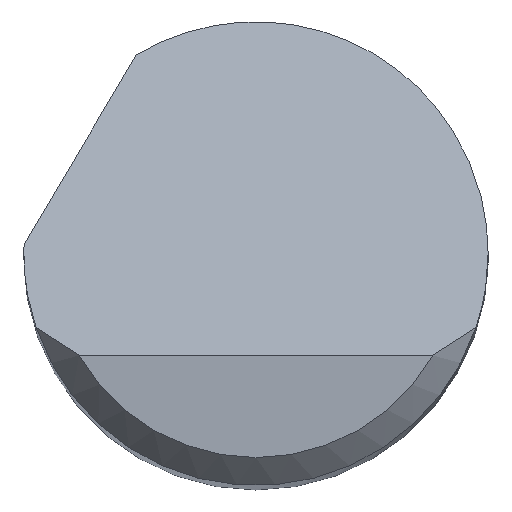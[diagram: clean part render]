
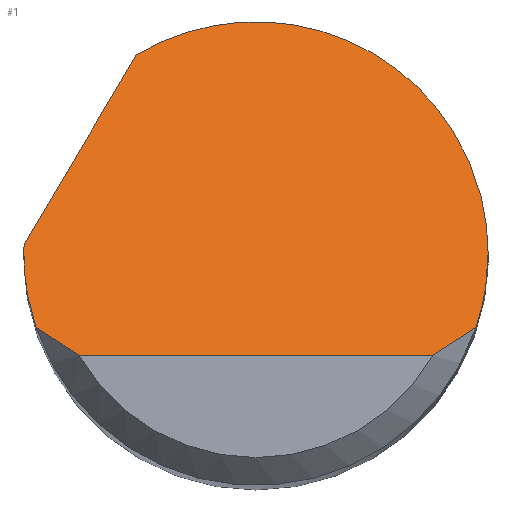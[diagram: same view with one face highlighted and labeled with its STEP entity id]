
A CAD part, top view. The second image highlights one B-rep face of the part: STEP entity #1.
In plain terms, the highlighted planar face has unit normal (0, 0.707, 0.707).
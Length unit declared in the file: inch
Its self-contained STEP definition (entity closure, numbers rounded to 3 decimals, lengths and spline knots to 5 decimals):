
#1 = ADVANCED_FACE ( 'NONE', ( #243 ), #559, .F. ) ;
#22 = ORIENTED_EDGE ( 'NONE', *, *, #371, .T. ) ;
#40 = CARTESIAN_POINT ( 'NONE',  ( 0.0296, 0.1636, 1.7814 ) ) ;
#98 = CARTESIAN_POINT ( 'NONE',  ( 0.125, 0.10961, 1.83539 ) ) ;
#102 = CARTESIAN_POINT ( 'NONE',  ( -0.11843, -0.04, 1.985 ) ) ;
#103 =( BOUNDED_CURVE ( )  B_SPLINE_CURVE ( 3, ( #826, #565, #771, #642 ),
 .UNSPECIFIED., .F., .T. ) 
 B_SPLINE_CURVE_WITH_KNOTS ( ( 4, 4 ),
 ( 4.38666, 4.71239 ),
 .UNSPECIFIED. ) 
 CURVE ( )  GEOMETRIC_REPRESENTATION_ITEM ( )  RATIONAL_B_SPLINE_CURVE ( ( 1., 0.991, 0.991, 1. ) ) 
 REPRESENTATION_ITEM ( '' )  );
#104 = CARTESIAN_POINT ( 'NONE',  ( -0.06437, 0.10715, 1.83785 ) ) ;
#123 = CARTESIAN_POINT ( 'NONE',  ( -0.125, 0.00167, 1.94333 ) ) ;
#131 = EDGE_CURVE ( 'NONE', #357, #605, #579, .T. ) ;
#156 = ORIENTED_EDGE ( 'NONE', *, *, #675, .F. ) ;
#157 = ORIENTED_EDGE ( 'NONE', *, *, #485, .F. ) ;
#164 = AXIS2_PLACEMENT_3D ( 'NONE', #249, #254, #836 ) ;
#173 = CARTESIAN_POINT ( 'NONE',  ( -0.10339, -0.05031, 1.99531 ) ) ;
#197 = CARTESIAN_POINT ( 'NONE',  ( -0.1249, 0.005, 1.94 ) ) ;
#219 = VERTEX_POINT ( 'NONE', #464 ) ;
#243 = FACE_OUTER_BOUND ( 'NONE', #278, .T. ) ;
#245 = CARTESIAN_POINT ( 'NONE',  ( 0.10339, -0.05031, 1.99531 ) ) ;
#249 = CARTESIAN_POINT ( 'NONE',  ( -0.125, -0.055, 2. ) ) ;
#254 = DIRECTION ( 'NONE',  ( 0., -0.707, -0.707 ) ) ;
#257 = EDGE_CURVE ( 'NONE', #750, #812, #539, .T. ) ;
#272 = CARTESIAN_POINT ( 'NONE',  ( 0.125, -0.01363, 1.95863 ) ) ;
#275 =( BOUNDED_CURVE ( )  B_SPLINE_CURVE ( 3, ( #790, #123, #457, #197 ),
 .UNSPECIFIED., .F., .F. ) 
 B_SPLINE_CURVE_WITH_KNOTS ( ( 4, 4 ),
 ( 4.71239, 4.7524 ),
 .UNSPECIFIED. ) 
 CURVE ( )  GEOMETRIC_REPRESENTATION_ITEM ( )  RATIONAL_B_SPLINE_CURVE ( ( 1., 1., 1., 1. ) ) 
 REPRESENTATION_ITEM ( '' )  );
#278 = EDGE_LOOP ( 'NONE', ( #765, #832, #481, #612, #156, #366, #157, #22 ) ) ;
#279 = CARTESIAN_POINT ( 'NONE',  ( -0.09526, -0.055, 2. ) ) ;
#298 = CARTESIAN_POINT ( 'NONE',  ( 0.11843, -0.04, 1.985 ) ) ;
#300 = CARTESIAN_POINT ( 'NONE',  ( 0.125, 0., 1.945 ) ) ;
#306 = CARTESIAN_POINT ( 'NONE',  ( 0.09526, -0.055, 2. ) ) ;
#322 = B_SPLINE_CURVE_WITH_KNOTS ( 'NONE', 3,
 ( #306, #245, #833, #377 ),
 .UNSPECIFIED., .F., .F.,
 ( 4, 4 ),
 ( 0., 0.0008 ),
 .UNSPECIFIED. ) ;
#338 = CARTESIAN_POINT ( 'NONE',  ( 0.125, 0., 1.945 ) ) ;
#350 = EDGE_CURVE ( 'NONE', #412, #357, #416, .T. ) ;
#357 = VERTEX_POINT ( 'NONE', #300 ) ;
#363 = CARTESIAN_POINT ( 'NONE',  ( -0.06437, 0.10715, 1.83785 ) ) ;
#366 = ORIENTED_EDGE ( 'NONE', *, *, #670, .F. ) ;
#371 = EDGE_CURVE ( 'NONE', #537, #750, #803, .T. ) ;
#377 = CARTESIAN_POINT ( 'NONE',  ( 0.11843, -0.04, 1.985 ) ) ;
#386 = CARTESIAN_POINT ( 'NONE',  ( 0.09526, -0.055, 2. ) ) ;
#398 = DIRECTION ( 'NONE',  ( 0.386, 0.652, -0.652 ) ) ;
#412 = VERTEX_POINT ( 'NONE', #363 ) ;
#416 =( BOUNDED_CURVE ( )  B_SPLINE_CURVE ( 3, ( #104, #40, #98, #429 ),
 .UNSPECIFIED., .F., .F. ) 
 B_SPLINE_CURVE_WITH_KNOTS ( ( 4, 4 ),
 ( 5.74227, 7.85398 ),
 .UNSPECIFIED. ) 
 CURVE ( )  GEOMETRIC_REPRESENTATION_ITEM ( )  RATIONAL_B_SPLINE_CURVE ( ( 1., 0.662, 0.662, 1. ) ) 
 REPRESENTATION_ITEM ( '' )  );
#429 = CARTESIAN_POINT ( 'NONE',  ( 0.125, 0., 1.945 ) ) ;
#451 = LINE ( 'NONE', #722, #800 ) ;
#457 = CARTESIAN_POINT ( 'NONE',  ( -0.12497, 0.00333, 1.94167 ) ) ;
#464 = CARTESIAN_POINT ( 'NONE',  ( -0.125, 0., 1.945 ) ) ;
#467 = CARTESIAN_POINT ( 'NONE',  ( 0., -0.055, 2. ) ) ;
#481 = ORIENTED_EDGE ( 'NONE', *, *, #131, .F. ) ;
#482 = CARTESIAN_POINT ( 'NONE',  ( -0.11843, -0.04, 1.985 ) ) ;
#485 = EDGE_CURVE ( 'NONE', #537, #219, #103, .T. ) ;
#537 = VERTEX_POINT ( 'NONE', #102 ) ;
#539 = LINE ( 'NONE', #467, #678 ) ;
#559 = PLANE ( 'NONE',  #164 ) ;
#565 = CARTESIAN_POINT ( 'NONE',  ( -0.12279, -0.02708, 1.97208 ) ) ;
#577 = EDGE_CURVE ( 'NONE', #812, #605, #322, .T. ) ;
#579 =( BOUNDED_CURVE ( )  B_SPLINE_CURVE ( 3, ( #338, #272, #581, #596 ),
 .UNSPECIFIED., .F., .T. ) 
 B_SPLINE_CURVE_WITH_KNOTS ( ( 4, 4 ),
 ( 1.5708, 1.89653 ),
 .UNSPECIFIED. ) 
 CURVE ( )  GEOMETRIC_REPRESENTATION_ITEM ( )  RATIONAL_B_SPLINE_CURVE ( ( 1., 0.991, 0.991, 1. ) ) 
 REPRESENTATION_ITEM ( '' )  );
#581 = CARTESIAN_POINT ( 'NONE',  ( 0.12279, -0.02708, 1.97208 ) ) ;
#596 = CARTESIAN_POINT ( 'NONE',  ( 0.11843, -0.04, 1.985 ) ) ;
#605 = VERTEX_POINT ( 'NONE', #298 ) ;
#612 = ORIENTED_EDGE ( 'NONE', *, *, #350, .F. ) ;
#642 = CARTESIAN_POINT ( 'NONE',  ( -0.125, 0., 1.945 ) ) ;
#670 = EDGE_CURVE ( 'NONE', #219, #756, #275, .T. ) ;
#673 = CARTESIAN_POINT ( 'NONE',  ( -0.1249, 0.005, 1.94 ) ) ;
#675 = EDGE_CURVE ( 'NONE', #756, #412, #451, .T. ) ;
#678 = VECTOR ( 'NONE', #749, 39.37008 ) ;
#693 = CARTESIAN_POINT ( 'NONE',  ( -0.09526, -0.055, 2. ) ) ;
#722 = CARTESIAN_POINT ( 'NONE',  ( -0.15516, -0.04606, 1.99106 ) ) ;
#749 = DIRECTION ( 'NONE',  ( 1., 0., 0. ) ) ;
#750 = VERTEX_POINT ( 'NONE', #279 ) ;
#756 = VERTEX_POINT ( 'NONE', #673 ) ;
#764 = CARTESIAN_POINT ( 'NONE',  ( -0.11107, -0.04528, 1.99028 ) ) ;
#765 = ORIENTED_EDGE ( 'NONE', *, *, #257, .T. ) ;
#771 = CARTESIAN_POINT ( 'NONE',  ( -0.125, -0.01363, 1.95863 ) ) ;
#790 = CARTESIAN_POINT ( 'NONE',  ( -0.125, 0., 1.945 ) ) ;
#800 = VECTOR ( 'NONE', #398, 39.37008 ) ;
#803 = B_SPLINE_CURVE_WITH_KNOTS ( 'NONE', 3,
 ( #482, #764, #173, #693 ),
 .UNSPECIFIED., .F., .F.,
 ( 4, 4 ),
 ( 0., 0.0008 ),
 .UNSPECIFIED. ) ;
#812 = VERTEX_POINT ( 'NONE', #386 ) ;
#826 = CARTESIAN_POINT ( 'NONE',  ( -0.11843, -0.04, 1.985 ) ) ;
#832 = ORIENTED_EDGE ( 'NONE', *, *, #577, .T. ) ;
#833 = CARTESIAN_POINT ( 'NONE',  ( 0.11107, -0.04528, 1.99028 ) ) ;
#836 = DIRECTION ( 'NONE',  ( 0., 0.707, -0.707 ) ) ;
